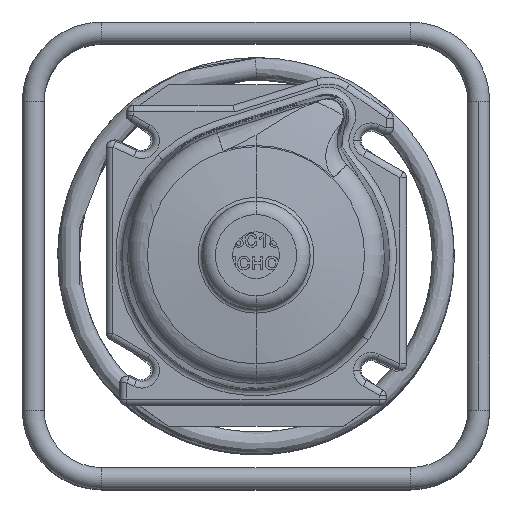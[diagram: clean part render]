
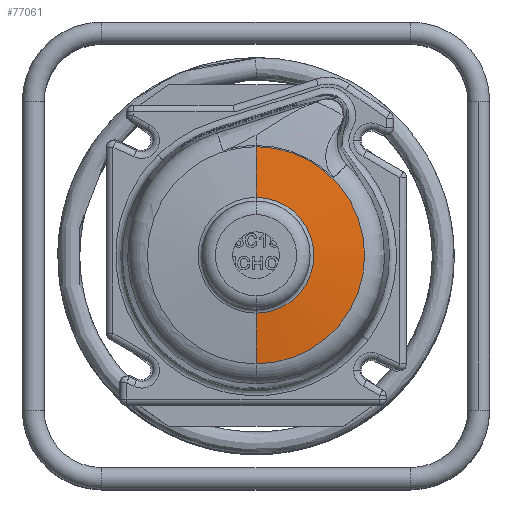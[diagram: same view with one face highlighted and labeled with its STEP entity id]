
A CAD part, top view. The second image highlights one B-rep face of the part: STEP entity #77061.
In plain terms, the highlighted spherical face has radius 501.882 mm.
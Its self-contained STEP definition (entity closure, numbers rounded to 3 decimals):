
#4295 = DIRECTION ( 'NONE',  ( -1., 0., 0. ) ) ;
#5037 = CARTESIAN_POINT ( 'NONE',  ( 0., -42.316, 101.06 ) ) ;
#7048 = FACE_OUTER_BOUND ( 'NONE', #15177, .T. ) ;
#7625 = EDGE_CURVE ( 'NONE', #63539, #85279, #79454, .T. ) ;
#10432 = AXIS2_PLACEMENT_3D ( 'NONE', #46483, #4295, #53608 ) ;
#15177 = EDGE_LOOP ( 'NONE', ( #82282, #34736, #34839, #44607 ) ) ;
#18969 = DIRECTION ( 'NONE',  ( 0., 0., -1. ) ) ;
#19369 = DIRECTION ( 'NONE',  ( 0., 0., -1. ) ) ;
#20879 = VERTEX_POINT ( 'NONE', #25392 ) ;
#24228 = DIRECTION ( 'NONE',  ( 0., -1., 0. ) ) ;
#25392 = CARTESIAN_POINT ( 'NONE',  ( 0., -79.48, 96.514 ) ) ;
#25505 = EDGE_CURVE ( 'NONE', #63539, #69917, #56710, .T. ) ;
#27475 = AXIS2_PLACEMENT_3D ( 'NONE', #52368, #31047, #24228 ) ;
#29700 = AXIS2_PLACEMENT_3D ( 'NONE', #61294, #18969, #68326 ) ;
#31047 = DIRECTION ( 'NONE',  ( -1., 0., 0. ) ) ;
#34736 = ORIENTED_EDGE ( 'NONE', *, *, #25505, .T. ) ;
#34839 = ORIENTED_EDGE ( 'NONE', *, *, #85233, .T. ) ;
#40741 = CARTESIAN_POINT ( 'NONE',  ( 0., 0., -399.035 ) ) ;
#44607 = ORIENTED_EDGE ( 'NONE', *, *, #68735, .F. ) ;
#46483 = CARTESIAN_POINT ( 'NONE',  ( 0., 0., -399.035 ) ) ;
#47829 = DIRECTION ( 'NONE',  ( 0., 0., -1. ) ) ;
#50063 = AXIS2_PLACEMENT_3D ( 'NONE', #61659, #19369, #68694 ) ;
#52368 = CARTESIAN_POINT ( 'NONE',  ( 0., 0., -399.035 ) ) ;
#53608 = DIRECTION ( 'NONE',  ( 0., -1., 0. ) ) ;
#56710 = CIRCLE ( 'NONE', #50063, 42.316 ) ;
#60771 = AXIS2_PLACEMENT_3D ( 'NONE', #40741, #90103, #47829 ) ;
#61294 = CARTESIAN_POINT ( 'NONE',  ( 0., 0., 96.514 ) ) ;
#61659 = CARTESIAN_POINT ( 'NONE',  ( 0., 0., 101.06 ) ) ;
#63313 = SPHERICAL_SURFACE ( 'NONE', #27475, 501.882 ) ;
#63539 = VERTEX_POINT ( 'NONE', #85603 ) ;
#68326 = DIRECTION ( 'NONE',  ( 0., 1., 0. ) ) ;
#68694 = DIRECTION ( 'NONE',  ( 0., 1., 0. ) ) ;
#68735 = EDGE_CURVE ( 'NONE', #85279, #20879, #79893, .T. ) ;
#69917 = VERTEX_POINT ( 'NONE', #5037 ) ;
#71695 = CIRCLE ( 'NONE', #60771, 501.882 ) ;
#77061 = ADVANCED_FACE ( 'NONE', ( #7048 ), #63313, .T. ) ;
#79454 = CIRCLE ( 'NONE', #10432, 501.882 ) ;
#79893 = CIRCLE ( 'NONE', #29700, 79.48 ) ;
#82282 = ORIENTED_EDGE ( 'NONE', *, *, #7625, .F. ) ;
#82982 = CARTESIAN_POINT ( 'NONE',  ( 0., 79.48, 96.514 ) ) ;
#85233 = EDGE_CURVE ( 'NONE', #69917, #20879, #71695, .T. ) ;
#85279 = VERTEX_POINT ( 'NONE', #82982 ) ;
#85603 = CARTESIAN_POINT ( 'NONE',  ( 0., 42.316, 101.06 ) ) ;
#90103 = DIRECTION ( 'NONE',  ( 1., 0., 0. ) ) ;
